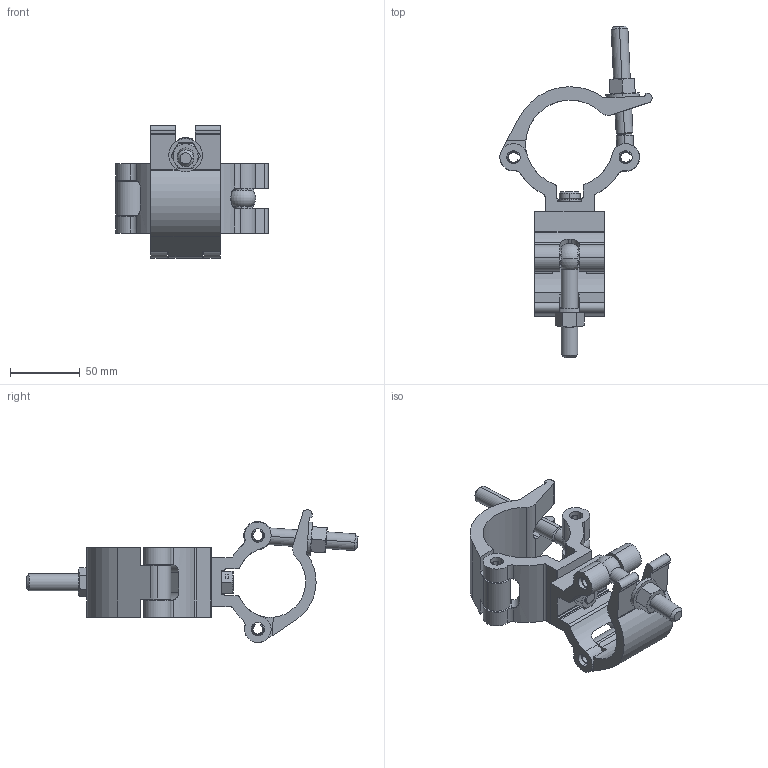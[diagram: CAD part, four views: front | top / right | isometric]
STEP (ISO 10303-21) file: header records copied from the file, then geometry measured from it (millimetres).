
FILE_DESCRIPTION (( 'STEP AP203' ), '1' );
FILE_NAME ('T57425 & T57426.STEP', '2018-08-08T07:41:47', ( '' ), ( '' ), 'SwSTEP 2.0', 'SolidWorks 2016', '' );
FILE_SCHEMA (( 'CONFIG_CONTROL_DESIGN' ));
Length unit declared in the file: millimetre
Products named in the file (20): S1931; T78005_For T57435; TH566; TH733; TH2017_TH2017 - 50MM WIDE; TH257_TH257; F790; TH640_TH640; F995; TH2006_TH2006 - 50MM WIDE; T57425 & T57426; TH647_TH647; TH460_TH460; A Washer_Bright washer BS 4320 - M12 (Form A); Hex Nut Style 1 GradeAB_Doughty Fastners_Hexagon Nut ISO - 4032 - M12 - D - S; T78055; F997; TH2005_TH2005 - 50MM WIDE; TH2018_TH2018 - 50MM WIDE; Hex Centre Lock Nut GradeAB_Doughty Fastners_BS EN 24032 - M10 - D - S
Assembly tree (24 placements, depth 3):
  T57425 & T57426
    TH460_TH460
      TH2017_TH2017 - 50MM WIDE
    TH647_TH647
      TH2018_TH2018 - 50MM WIDE
    T78055
      TH733
      A Washer_Bright washer BS 4320 - M12 (Form A)
      Hex Nut Style 1 GradeAB_Doughty Fastners_Hexagon Nut ISO - 4032 - M12 - D - S
    F790  x4
    TH640_TH640
      TH2006_TH2006 - 50MM WIDE
    TH257_TH257
      TH2005_TH2005 - 50MM WIDE
    T78005_For T57435
      TH566
      A Washer_Bright washer BS 4320 - M12 (Form A)
      Hex Nut Style 1 GradeAB_Doughty Fastners_Hexagon Nut ISO - 4032 - M12 - D - S
    F995
    Hex Centre Lock Nut GradeAB_Doughty Fastners_BS EN 24032 - M10 - D - S
    S1931
    F997
Bounding box: 109.04 x 237.97 x 95.21 mm (x, y, z)
Volume: 236042.4 mm3; surface area: 92258.5 mm2
Topology: 18 solids, 18 shells, 580 faces, 1363 edges, 824 vertices
Faces by surface type: cone 216, cylinder 212, plane 145, torus 4, sphere 3
Entity records: 16250 total; most frequent: CARTESIAN_POINT 3061, DIRECTION 2470, ORIENTED_EDGE 2188, EDGE_CURVE 1094, AXIS2_PLACEMENT_3D 977, VERTEX_POINT 668, LINE 516, VECTOR 516
